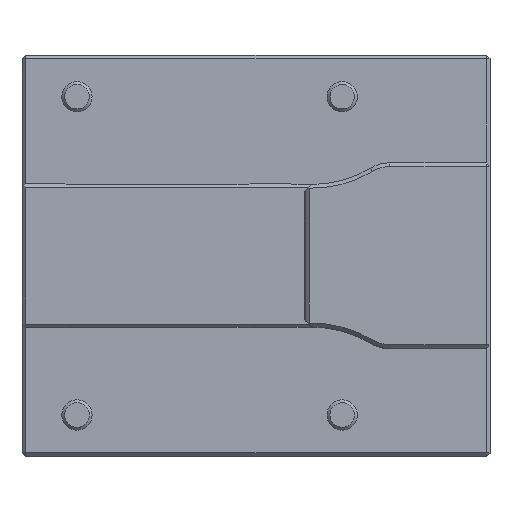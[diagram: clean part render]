
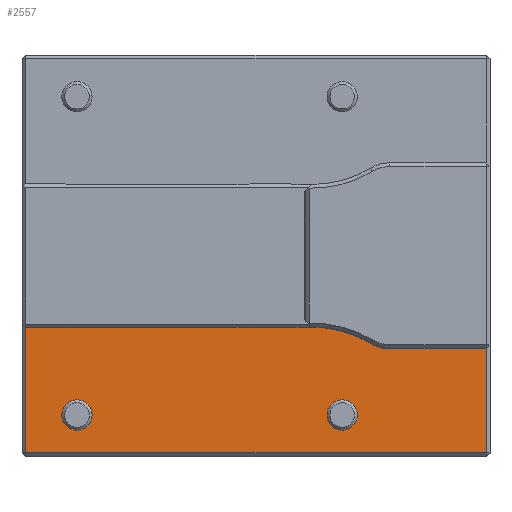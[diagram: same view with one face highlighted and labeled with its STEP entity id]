
A CAD part, top view. The second image highlights one B-rep face of the part: STEP entity #2557.
In plain terms, the highlighted planar face has unit normal (0, 0, 1).
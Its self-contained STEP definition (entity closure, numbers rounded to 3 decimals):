
#175=LINE('',#4237,#360);
#179=LINE('',#4249,#364);
#182=LINE('',#4254,#367);
#183=LINE('',#4256,#368);
#185=LINE('',#4260,#370);
#186=LINE('',#4262,#371);
#188=LINE('',#4266,#373);
#191=LINE('',#4274,#376);
#195=LINE('',#4284,#380);
#360=VECTOR('',#3248,1000.);
#364=VECTOR('',#3262,1000.);
#367=VECTOR('',#3267,1000.);
#368=VECTOR('',#3270,1000.);
#370=VECTOR('',#3274,1000.);
#371=VECTOR('',#3277,1000.);
#373=VECTOR('',#3281,1000.);
#376=VECTOR('',#3290,1000.);
#380=VECTOR('',#3300,1000.);
#796=ORIENTED_EDGE('',*,*,#1372,.T.);
#797=ORIENTED_EDGE('',*,*,#1373,.T.);
#798=ORIENTED_EDGE('',*,*,#1371,.T.);
#799=ORIENTED_EDGE('',*,*,#1370,.T.);
#800=ORIENTED_EDGE('',*,*,#1367,.F.);
#801=ORIENTED_EDGE('',*,*,#1365,.F.);
#802=ORIENTED_EDGE('',*,*,#1363,.F.);
#803=ORIENTED_EDGE('',*,*,#1361,.T.);
#804=ORIENTED_EDGE('',*,*,#1359,.F.);
#805=ORIENTED_EDGE('',*,*,#1358,.T.);
#806=ORIENTED_EDGE('',*,*,#1356,.T.);
#807=ORIENTED_EDGE('',*,*,#1355,.T.);
#808=ORIENTED_EDGE('',*,*,#1352,.F.);
#809=ORIENTED_EDGE('',*,*,#1350,.T.);
#810=ORIENTED_EDGE('',*,*,#1348,.T.);
#811=ORIENTED_EDGE('',*,*,#1346,.T.);
#1346=EDGE_CURVE('',#1647,#1648,#175,.T.);
#1348=EDGE_CURVE('',#1649,#1647,#1799,.T.);
#1350=EDGE_CURVE('',#1650,#1649,#1800,.T.);
#1352=EDGE_CURVE('',#1650,#1651,#179,.T.);
#1355=EDGE_CURVE('',#1596,#1651,#182,.T.);
#1356=EDGE_CURVE('',#1600,#1596,#183,.T.);
#1358=EDGE_CURVE('',#1653,#1600,#185,.T.);
#1359=EDGE_CURVE('',#1653,#1654,#186,.T.);
#1361=EDGE_CURVE('',#1655,#1654,#188,.T.);
#1363=EDGE_CURVE('',#1655,#1656,#1801,.T.);
#1365=EDGE_CURVE('',#1656,#1657,#191,.T.);
#1367=EDGE_CURVE('',#1657,#1658,#1802,.T.);
#1370=EDGE_CURVE('',#1659,#1658,#195,.T.);
#1371=EDGE_CURVE('',#1648,#1659,#1803,.T.);
#1372=EDGE_CURVE('',#1660,#1660,#1804,.T.);
#1373=EDGE_CURVE('',#1661,#1661,#1805,.T.);
#1596=VERTEX_POINT('',#4081);
#1600=VERTEX_POINT('',#4093);
#1647=VERTEX_POINT('',#4234);
#1648=VERTEX_POINT('',#4236);
#1649=VERTEX_POINT('',#4240);
#1650=VERTEX_POINT('',#4244);
#1651=VERTEX_POINT('',#4248);
#1653=VERTEX_POINT('',#4259);
#1654=VERTEX_POINT('',#4263);
#1655=VERTEX_POINT('',#4267);
#1656=VERTEX_POINT('',#4271);
#1657=VERTEX_POINT('',#4275);
#1658=VERTEX_POINT('',#4279);
#1659=VERTEX_POINT('',#4283);
#1660=VERTEX_POINT('',#4289);
#1661=VERTEX_POINT('',#4291);
#1799=CIRCLE('',#2761,30.);
#1800=CIRCLE('',#2763,10.);
#1801=CIRCLE('',#2771,30.);
#1802=CIRCLE('',#2774,30.);
#1803=CIRCLE('',#2777,30.);
#1804=CIRCLE('',#2779,3.996);
#1805=CIRCLE('',#2780,3.996);
#1957=EDGE_LOOP('',(#796));
#1958=EDGE_LOOP('',(#797));
#1959=EDGE_LOOP('',(#798,#799,#800,#801,#802,#803,#804,#805,#806,#807,#808,
#809,#810,#811));
#2210=FACE_BOUND('',#1957,.T.);
#2211=FACE_BOUND('',#1958,.T.);
#2212=FACE_BOUND('',#1959,.T.);
#2448=PLANE('',#2778);
#2557=ADVANCED_FACE('',(#2210,#2211,#2212),#2448,.F.);
#2761=AXIS2_PLACEMENT_3D('',#4241,#3252,#3253);
#2763=AXIS2_PLACEMENT_3D('',#4245,#3257,#3258);
#2771=AXIS2_PLACEMENT_3D('',#4270,#3285,#3286);
#2774=AXIS2_PLACEMENT_3D('',#4278,#3294,#3295);
#2777=AXIS2_PLACEMENT_3D('',#4286,#3303,#3304);
#2778=AXIS2_PLACEMENT_3D('',#4287,#3305,#3306);
#2779=AXIS2_PLACEMENT_3D('',#4288,#3307,#3308);
#2780=AXIS2_PLACEMENT_3D('',#4290,#3309,#3310);
#3248=DIRECTION('',(-1.,0.,0.));
#3252=DIRECTION('',(0.,0.,1.));
#3253=DIRECTION('',(0.,-1.,0.));
#3257=DIRECTION('',(0.,0.,-1.));
#3258=DIRECTION('',(-1.,0.,0.));
#3262=DIRECTION('',(1.,0.,0.));
#3267=DIRECTION('',(0.,1.,0.));
#3270=DIRECTION('',(1.,0.,0.));
#3274=DIRECTION('',(0.,-1.,0.));
#3277=DIRECTION('',(-0.707,0.707,0.));
#3281=DIRECTION('',(-1.,0.,0.));
#3285=DIRECTION('',(0.,0.,-1.));
#3286=DIRECTION('',(0.,-1.,0.));
#3290=DIRECTION('',(1.,0.,0.));
#3294=DIRECTION('',(0.,0.,-1.));
#3295=DIRECTION('',(0.,-1.,0.));
#3300=DIRECTION('',(-1.,0.,0.));
#3303=DIRECTION('',(0.,0.,1.));
#3304=DIRECTION('',(0.,-1.,0.));
#3305=DIRECTION('',(0.,0.,-1.));
#3306=DIRECTION('',(-1.,0.,0.));
#3307=DIRECTION('',(0.,0.,-1.));
#3308=DIRECTION('',(-1.,0.,0.));
#3309=DIRECTION('',(0.,0.,-1.));
#3310=DIRECTION('',(-1.,0.,0.));
#4081=CARTESIAN_POINT('',(48.,-52.,0.));
#4093=CARTESIAN_POINT('',(-73.5,-52.,0.));
#4234=CARTESIAN_POINT('',(2.,-18.8,0.));
#4236=CARTESIAN_POINT('',(-0.5,-18.8,0.));
#4237=CARTESIAN_POINT('',(2.,-18.8,0.));
#4240=CARTESIAN_POINT('',(17.435,-23.075,0.));
#4241=CARTESIAN_POINT('',(2.,-48.8,0.));
#4244=CARTESIAN_POINT('',(22.579,-24.5,0.));
#4245=CARTESIAN_POINT('',(22.579,-14.5,0.));
#4248=CARTESIAN_POINT('',(48.,-24.5,0.));
#4249=CARTESIAN_POINT('',(-149.884,-24.5,0.));
#4254=CARTESIAN_POINT('',(48.,-24.5,0.));
#4256=CARTESIAN_POINT('',(2.,-52.,0.));
#4259=CARTESIAN_POINT('',(-73.5,-19.,0.));
#4260=CARTESIAN_POINT('',(-73.5,-53.,0.));
#4262=CARTESIAN_POINT('',(-73.5,-19.,0.));
#4263=CARTESIAN_POINT('',(-73.65,-18.85,0.));
#4266=CARTESIAN_POINT('',(2.,-18.85,0.));
#4267=CARTESIAN_POINT('',(-61.731,-18.85,0.));
#4270=CARTESIAN_POINT('',(-60.,-48.8,0.));
#4271=CARTESIAN_POINT('',(-60.,-18.8,0.));
#4274=CARTESIAN_POINT('',(-17.5,-18.8,0.));
#4275=CARTESIAN_POINT('',(-17.5,-18.8,0.));
#4278=CARTESIAN_POINT('',(-17.5,-48.8,0.));
#4279=CARTESIAN_POINT('',(-15.769,-18.85,0.));
#4283=CARTESIAN_POINT('',(-2.231,-18.85,0.));
#4284=CARTESIAN_POINT('',(2.,-18.85,0.));
#4286=CARTESIAN_POINT('',(-0.5,-48.8,0.));
#4287=CARTESIAN_POINT('',(2.,-49.,0.));
#4288=CARTESIAN_POINT('',(10.,-42.,0.));
#4289=CARTESIAN_POINT('',(6.004,-42.,0.));
#4290=CARTESIAN_POINT('',(-60.,-42.,0.));
#4291=CARTESIAN_POINT('',(-63.996,-42.,0.));
